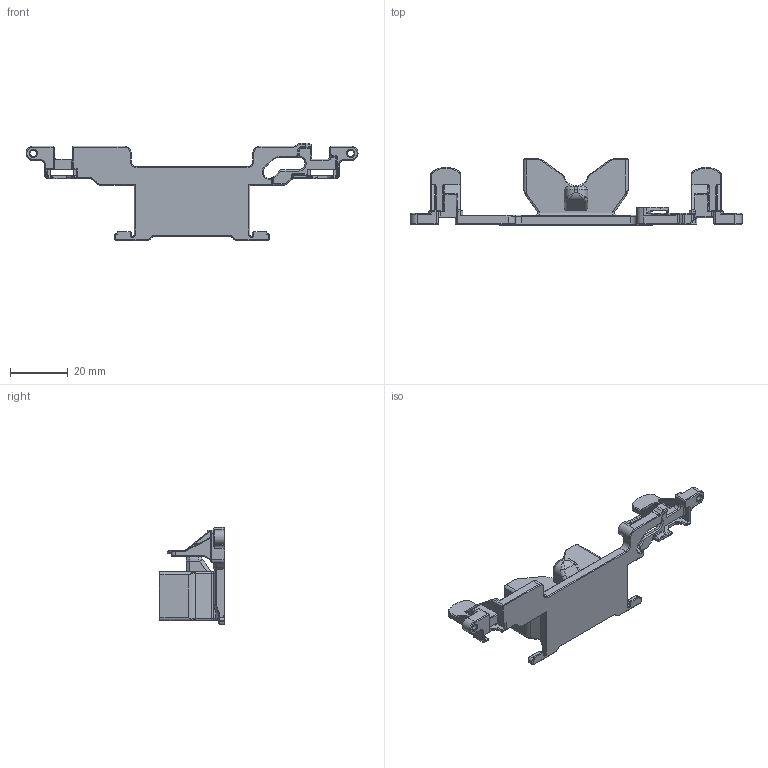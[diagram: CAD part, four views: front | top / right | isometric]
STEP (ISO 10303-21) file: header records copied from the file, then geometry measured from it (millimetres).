
FILE_DESCRIPTION (( 'STEP AP203' ), '1' );
FILE_NAME ('Rumble Pack Bracket - FIRES v14.STEP', '2021-04-22T05:23:16', ( '' ), ( '' ), 'SwSTEP 2.0', 'SolidWorks 2020', '' );
FILE_SCHEMA (( 'CONFIG_CONTROL_DESIGN' ));
Length unit declared in the file: millimetre
Products named in the file (1): Rumble Pack Bracket - FIRES v14
Bounding box: 115.15 x 22.87 x 33.8 mm (x, y, z)
Volume: 9221.1 mm3; surface area: 9230.6 mm2
Topology: 1 solids, 1 shells, 878 faces, 2179 edges, 1283 vertices
Faces by surface type: plane 437, cone 216, cylinder 159, bspline 57, torus 9
Entity records: 27689 total; most frequent: CARTESIAN_POINT 7380, ORIENTED_EDGE 4328, DIRECTION 4092, EDGE_CURVE 2164, LINE 1410, VECTOR 1410, AXIS2_PLACEMENT_3D 1341, VERTEX_POINT 1283
